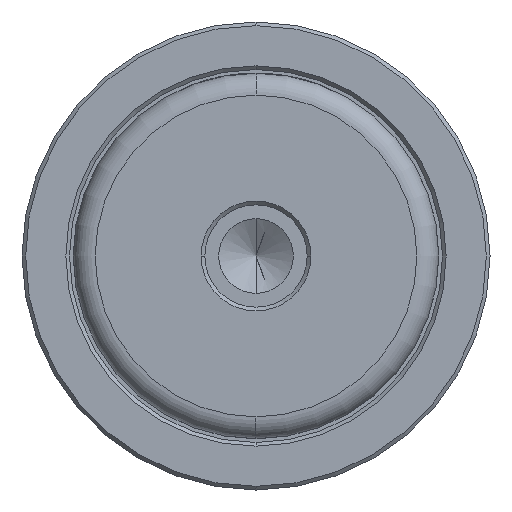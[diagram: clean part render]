
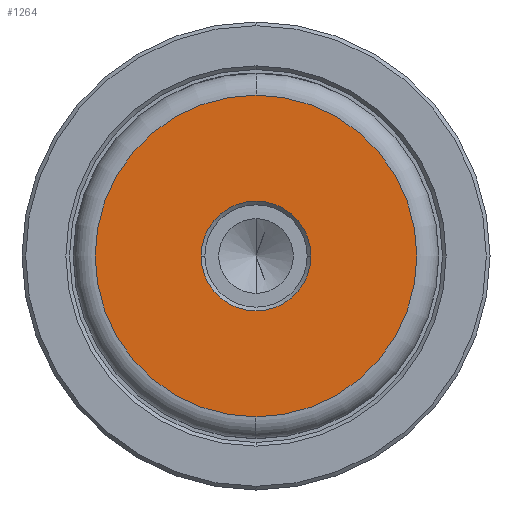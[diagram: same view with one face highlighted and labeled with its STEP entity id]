
A CAD part, left-side view. The second image highlights one B-rep face of the part: STEP entity #1264.
In plain terms, the highlighted planar face has unit normal (-1, 0, 0).
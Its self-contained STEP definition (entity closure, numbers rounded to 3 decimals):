
#31 = ORIENTED_EDGE ( 'NONE', *, *, #2101, .T. ) ;
#173 = VERTEX_POINT ( 'NONE', #822 ) ;
#193 = CARTESIAN_POINT ( 'NONE',  ( 0., 7.5, 0. ) ) ;
#217 = FACE_BOUND ( 'NONE', #1641, .T. ) ;
#247 = AXIS2_PLACEMENT_3D ( 'NONE', #1004, #2423, #1209 ) ;
#259 = CIRCLE ( 'NONE', #1197, 21.997 ) ;
#266 = DIRECTION ( 'NONE',  ( 1., 0., 0. ) ) ;
#302 = CARTESIAN_POINT ( 'NONE',  ( 0., 0., 0. ) ) ;
#381 = CIRCLE ( 'NONE', #247, 21.997 ) ;
#414 = EDGE_CURVE ( 'NONE', #173, #2330, #934, .T. ) ;
#496 = DIRECTION ( 'NONE',  ( 0., 0., 1. ) ) ;
#513 = PLANE ( 'NONE',  #1383 ) ;
#623 = FACE_OUTER_BOUND ( 'NONE', #727, .T. ) ;
#676 = CIRCLE ( 'NONE', #2304, 7.5 ) ;
#720 = DIRECTION ( 'NONE',  ( 0., 0., 1. ) ) ;
#727 = EDGE_LOOP ( 'NONE', ( #31, #2363 ) ) ;
#759 = EDGE_CURVE ( 'NONE', #2330, #173, #676, .T. ) ;
#822 = CARTESIAN_POINT ( 'NONE',  ( 0., -7.5, 0. ) ) ;
#911 = ORIENTED_EDGE ( 'NONE', *, *, #759, .T. ) ;
#934 = CIRCLE ( 'NONE', #1669, 7.5 ) ;
#1004 = CARTESIAN_POINT ( 'NONE',  ( 0., 0., 0. ) ) ;
#1032 = VERTEX_POINT ( 'NONE', #2114 ) ;
#1132 = CARTESIAN_POINT ( 'NONE',  ( 0., 0., 0. ) ) ;
#1197 = AXIS2_PLACEMENT_3D ( 'NONE', #1132, #2552, #1333 ) ;
#1209 = DIRECTION ( 'NONE',  ( 0., 0., 1. ) ) ;
#1264 = ADVANCED_FACE ( 'NONE', ( #217, #623 ), #513, .T. ) ;
#1300 = CARTESIAN_POINT ( 'NONE',  ( 0., 0., 0. ) ) ;
#1333 = DIRECTION ( 'NONE',  ( 0., 0., 1. ) ) ;
#1383 = AXIS2_PLACEMENT_3D ( 'NONE', #1300, #1932, #720 ) ;
#1490 = CARTESIAN_POINT ( 'NONE',  ( 0., 0., 0. ) ) ;
#1641 = EDGE_LOOP ( 'NONE', ( #1825, #911 ) ) ;
#1669 = AXIS2_PLACEMENT_3D ( 'NONE', #302, #1719, #496 ) ;
#1681 = DIRECTION ( 'NONE',  ( 0., 0., 1. ) ) ;
#1719 = DIRECTION ( 'NONE',  ( 1., 0., 0. ) ) ;
#1825 = ORIENTED_EDGE ( 'NONE', *, *, #414, .T. ) ;
#1932 = DIRECTION ( 'NONE',  ( -1., 0., 0. ) ) ;
#2101 = EDGE_CURVE ( 'NONE', #1032, #2111, #381, .T. ) ;
#2111 = VERTEX_POINT ( 'NONE', #2234 ) ;
#2114 = CARTESIAN_POINT ( 'NONE',  ( 0., 0., 21.997 ) ) ;
#2134 = EDGE_CURVE ( 'NONE', #2111, #1032, #259, .T. ) ;
#2234 = CARTESIAN_POINT ( 'NONE',  ( 0., 0., -21.997 ) ) ;
#2304 = AXIS2_PLACEMENT_3D ( 'NONE', #1490, #266, #1681 ) ;
#2330 = VERTEX_POINT ( 'NONE', #193 ) ;
#2363 = ORIENTED_EDGE ( 'NONE', *, *, #2134, .T. ) ;
#2423 = DIRECTION ( 'NONE',  ( -1., 0., 0. ) ) ;
#2552 = DIRECTION ( 'NONE',  ( -1., 0., 0. ) ) ;
